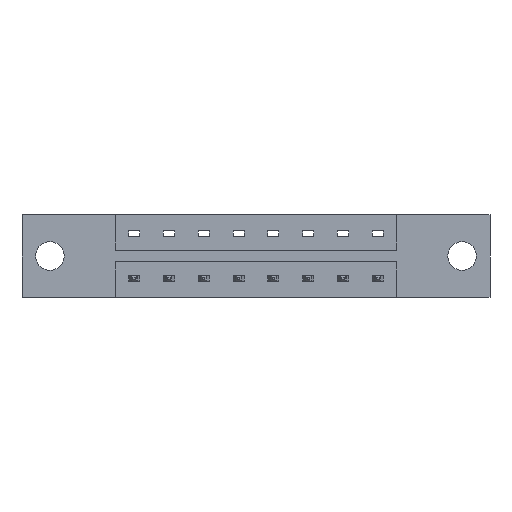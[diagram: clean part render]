
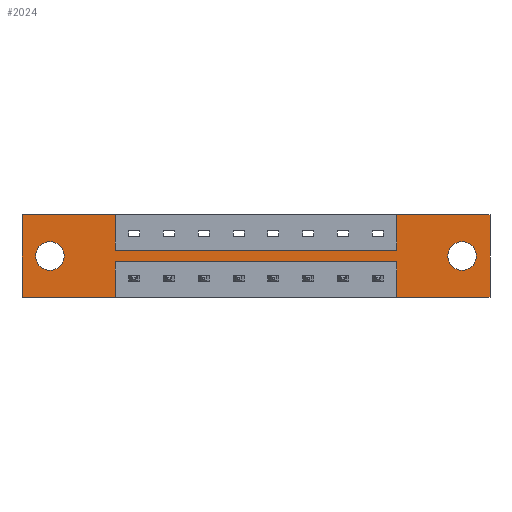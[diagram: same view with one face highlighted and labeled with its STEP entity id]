
A CAD part, front view. The second image highlights one B-rep face of the part: STEP entity #2024.
In plain terms, the highlighted planar face has unit normal (0, -1, 0).
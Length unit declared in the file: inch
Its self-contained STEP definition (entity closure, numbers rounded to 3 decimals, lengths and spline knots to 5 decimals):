
#35 = DIRECTION ( 'NONE',  ( -1., 0., 0. ) ) ;
#177 = CARTESIAN_POINT ( 'NONE',  ( 0.125, 0., -0.249 ) ) ;
#206 = DIRECTION ( 'NONE',  ( 0., 0., 1. ) ) ;
#294 = VERTEX_POINT ( 'NONE', #2733 ) ;
#361 = CIRCLE ( 'NONE', #5475, 0.064 ) ;
#362 = ORIENTED_EDGE ( 'NONE', *, *, #8454, .F. ) ;
#382 = EDGE_CURVE ( 'NONE', #5123, #1682, #3497, .T. ) ;
#691 = LINE ( 'NONE', #4824, #5907 ) ;
#790 = AXIS2_PLACEMENT_3D ( 'NONE', #1254, #5540, #7007 ) ;
#838 = CARTESIAN_POINT ( 'NONE',  ( 1.971, 0., -0.185 ) ) ;
#885 = LINE ( 'NONE', #4358, #4370 ) ;
#906 = ORIENTED_EDGE ( 'NONE', *, *, #6420, .F. ) ;
#948 = EDGE_CURVE ( 'NONE', #1893, #3320, #8069, .T. ) ;
#1013 = CARTESIAN_POINT ( 'NONE',  ( 0.4175, 0., -0.37 ) ) ;
#1098 = DIRECTION ( 'NONE',  ( 0., 1., 0. ) ) ;
#1122 = CIRCLE ( 'NONE', #1425, 0.064 ) ;
#1162 = ORIENTED_EDGE ( 'NONE', *, *, #3226, .F. ) ;
#1188 = DIRECTION ( 'NONE',  ( 0., 0., 1. ) ) ;
#1202 = ORIENTED_EDGE ( 'NONE', *, *, #948, .F. ) ;
#1254 = CARTESIAN_POINT ( 'NONE',  ( 0.125, 0., -0.185 ) ) ;
#1298 = CARTESIAN_POINT ( 'NONE',  ( 0.4175, 0., -0.2115 ) ) ;
#1313 = ORIENTED_EDGE ( 'NONE', *, *, #6488, .F. ) ;
#1425 = AXIS2_PLACEMENT_3D ( 'NONE', #2189, #1480, #206 ) ;
#1480 = DIRECTION ( 'NONE',  ( 0., 1., 0. ) ) ;
#1489 = CARTESIAN_POINT ( 'NONE',  ( 1.6785, 0., -0.1585 ) ) ;
#1682 = VERTEX_POINT ( 'NONE', #2708 ) ;
#1713 = EDGE_CURVE ( 'NONE', #8790, #5123, #6897, .T. ) ;
#1715 = CARTESIAN_POINT ( 'NONE',  ( 1.971, 0., -0.185 ) ) ;
#1893 = VERTEX_POINT ( 'NONE', #3605 ) ;
#1943 = CARTESIAN_POINT ( 'NONE',  ( 0., 0., 0. ) ) ;
#2024 = ADVANCED_FACE ( 'NONE', ( #2361, #6135, #5246 ), #6745, .T. ) ;
#2047 = VERTEX_POINT ( 'NONE', #4679 ) ;
#2076 = LINE ( 'NONE', #6926, #7396 ) ;
#2099 = CARTESIAN_POINT ( 'NONE',  ( 0.4175, 0., -0.1585 ) ) ;
#2189 = CARTESIAN_POINT ( 'NONE',  ( 0.125, 0., -0.185 ) ) ;
#2205 = EDGE_LOOP ( 'NONE', ( #3531, #4005, #7889, #1162, #5239, #906, #3582, #7031, #7932, #1313, #362, #1202 ) ) ;
#2272 = DIRECTION ( 'NONE',  ( 0., 1., 0. ) ) ;
#2361 = FACE_BOUND ( 'NONE', #8463, .T. ) ;
#2365 = CARTESIAN_POINT ( 'NONE',  ( 0., 0., 0. ) ) ;
#2368 = DIRECTION ( 'NONE',  ( -1., 0., 0. ) ) ;
#2389 = DIRECTION ( 'NONE',  ( 0., 0., 1. ) ) ;
#2446 = CARTESIAN_POINT ( 'NONE',  ( 1.6785, 0., -0.2115 ) ) ;
#2626 = EDGE_CURVE ( 'NONE', #3467, #7325, #885, .T. ) ;
#2708 = CARTESIAN_POINT ( 'NONE',  ( 0.4175, 0., 0. ) ) ;
#2733 = CARTESIAN_POINT ( 'NONE',  ( 1.971, 0., -0.121 ) ) ;
#2775 = EDGE_CURVE ( 'NONE', #7325, #1893, #7553, .T. ) ;
#2908 = VECTOR ( 'NONE', #8230, 39.37008 ) ;
#2928 = DIRECTION ( 'NONE',  ( 1., 0., 0. ) ) ;
#3030 = CARTESIAN_POINT ( 'NONE',  ( 0.4175, 0., -0.2115 ) ) ;
#3057 = DIRECTION ( 'NONE',  ( 0., 0., -1. ) ) ;
#3226 = EDGE_CURVE ( 'NONE', #4493, #5825, #3893, .T. ) ;
#3320 = VERTEX_POINT ( 'NONE', #1298 ) ;
#3399 = EDGE_CURVE ( 'NONE', #4306, #8765, #6645, .T. ) ;
#3467 = VERTEX_POINT ( 'NONE', #4488 ) ;
#3497 = LINE ( 'NONE', #5516, #6390 ) ;
#3531 = ORIENTED_EDGE ( 'NONE', *, *, #2775, .F. ) ;
#3582 = ORIENTED_EDGE ( 'NONE', *, *, #5577, .F. ) ;
#3605 = CARTESIAN_POINT ( 'NONE',  ( 1.6785, 0., -0.2115 ) ) ;
#3690 = VECTOR ( 'NONE', #2928, 39.37008 ) ;
#3721 = EDGE_CURVE ( 'NONE', #5076, #4493, #691, .T. ) ;
#3893 = LINE ( 'NONE', #6756, #2908 ) ;
#4005 = ORIENTED_EDGE ( 'NONE', *, *, #2626, .F. ) ;
#4113 = CIRCLE ( 'NONE', #8641, 0.064 ) ;
#4152 = CARTESIAN_POINT ( 'NONE',  ( 1.971, 0., -0.249 ) ) ;
#4306 = VERTEX_POINT ( 'NONE', #8443 ) ;
#4358 = CARTESIAN_POINT ( 'NONE',  ( 0., 0., -0.37 ) ) ;
#4370 = VECTOR ( 'NONE', #35, 39.37008 ) ;
#4427 = DIRECTION ( 'NONE',  ( -1., 0., 0. ) ) ;
#4488 = CARTESIAN_POINT ( 'NONE',  ( 2.096, 0., -0.37 ) ) ;
#4493 = VERTEX_POINT ( 'NONE', #6637 ) ;
#4679 = CARTESIAN_POINT ( 'NONE',  ( 0.4175, 0., -0.1585 ) ) ;
#4824 = CARTESIAN_POINT ( 'NONE',  ( 1.6785, 0., -0.1585 ) ) ;
#5076 = VERTEX_POINT ( 'NONE', #1489 ) ;
#5123 = VERTEX_POINT ( 'NONE', #2365 ) ;
#5192 = EDGE_CURVE ( 'NONE', #7353, #294, #361, .T. ) ;
#5239 = ORIENTED_EDGE ( 'NONE', *, *, #3721, .F. ) ;
#5246 = FACE_OUTER_BOUND ( 'NONE', #2205, .T. ) ;
#5288 = AXIS2_PLACEMENT_3D ( 'NONE', #8968, #9013, #8128 ) ;
#5355 = ORIENTED_EDGE ( 'NONE', *, *, #3399, .T. ) ;
#5474 = ORIENTED_EDGE ( 'NONE', *, *, #7918, .T. ) ;
#5475 = AXIS2_PLACEMENT_3D ( 'NONE', #838, #2272, #3057 ) ;
#5516 = CARTESIAN_POINT ( 'NONE',  ( 0., 0., 0. ) ) ;
#5540 = DIRECTION ( 'NONE',  ( 0., 1., 0. ) ) ;
#5577 = EDGE_CURVE ( 'NONE', #1682, #2047, #5828, .T. ) ;
#5593 = CARTESIAN_POINT ( 'NONE',  ( 0., 0., -0.37 ) ) ;
#5663 = EDGE_CURVE ( 'NONE', #8765, #4306, #1122, .T. ) ;
#5806 = VECTOR ( 'NONE', #4427, 39.37008 ) ;
#5825 = VERTEX_POINT ( 'NONE', #8448 ) ;
#5828 = LINE ( 'NONE', #7944, #7305 ) ;
#5907 = VECTOR ( 'NONE', #1188, 39.37008 ) ;
#6134 = DIRECTION ( 'NONE',  ( 0., 0., -1. ) ) ;
#6135 = FACE_BOUND ( 'NONE', #9138, .T. ) ;
#6200 = VECTOR ( 'NONE', #7856, 39.37008 ) ;
#6339 = VECTOR ( 'NONE', #2389, 39.37008 ) ;
#6360 = DIRECTION ( 'NONE',  ( 1., 0., 0. ) ) ;
#6382 = VECTOR ( 'NONE', #8396, 39.37008 ) ;
#6390 = VECTOR ( 'NONE', #6360, 39.37008 ) ;
#6420 = EDGE_CURVE ( 'NONE', #2047, #5076, #8577, .T. ) ;
#6488 = EDGE_CURVE ( 'NONE', #7934, #8790, #7998, .T. ) ;
#6621 = CARTESIAN_POINT ( 'NONE',  ( 0., 0., -0.37 ) ) ;
#6637 = CARTESIAN_POINT ( 'NONE',  ( 1.6785, 0., 0. ) ) ;
#6645 = CIRCLE ( 'NONE', #790, 0.064 ) ;
#6745 = PLANE ( 'NONE',  #5288 ) ;
#6756 = CARTESIAN_POINT ( 'NONE',  ( 0., 0., 0. ) ) ;
#6897 = LINE ( 'NONE', #1943, #6200 ) ;
#6926 = CARTESIAN_POINT ( 'NONE',  ( 2.096, 0., 0. ) ) ;
#6930 = EDGE_CURVE ( 'NONE', #5825, #3467, #2076, .T. ) ;
#6987 = DIRECTION ( 'NONE',  ( 0., 0., -1. ) ) ;
#7007 = DIRECTION ( 'NONE',  ( 0., 0., 1. ) ) ;
#7031 = ORIENTED_EDGE ( 'NONE', *, *, #382, .F. ) ;
#7305 = VECTOR ( 'NONE', #7332, 39.37008 ) ;
#7325 = VERTEX_POINT ( 'NONE', #8437 ) ;
#7332 = DIRECTION ( 'NONE',  ( 0., 0., -1. ) ) ;
#7353 = VERTEX_POINT ( 'NONE', #4152 ) ;
#7396 = VECTOR ( 'NONE', #6987, 39.37008 ) ;
#7553 = LINE ( 'NONE', #2446, #6339 ) ;
#7603 = VECTOR ( 'NONE', #2368, 39.37008 ) ;
#7742 = LINE ( 'NONE', #8348, #6382 ) ;
#7856 = DIRECTION ( 'NONE',  ( 0., 0., 1. ) ) ;
#7889 = ORIENTED_EDGE ( 'NONE', *, *, #6930, .F. ) ;
#7918 = EDGE_CURVE ( 'NONE', #294, #7353, #4113, .T. ) ;
#7932 = ORIENTED_EDGE ( 'NONE', *, *, #1713, .F. ) ;
#7934 = VERTEX_POINT ( 'NONE', #1013 ) ;
#7944 = CARTESIAN_POINT ( 'NONE',  ( 0.4175, 0., -0.1585 ) ) ;
#7998 = LINE ( 'NONE', #6621, #7603 ) ;
#8069 = LINE ( 'NONE', #3030, #5806 ) ;
#8128 = DIRECTION ( 'NONE',  ( 0., 0., -1. ) ) ;
#8230 = DIRECTION ( 'NONE',  ( 1., 0., 0. ) ) ;
#8348 = CARTESIAN_POINT ( 'NONE',  ( 0.4175, 0., -0.2115 ) ) ;
#8396 = DIRECTION ( 'NONE',  ( 0., 0., -1. ) ) ;
#8437 = CARTESIAN_POINT ( 'NONE',  ( 1.6785, 0., -0.37 ) ) ;
#8443 = CARTESIAN_POINT ( 'NONE',  ( 0.125, 0., -0.121 ) ) ;
#8448 = CARTESIAN_POINT ( 'NONE',  ( 2.096, 0., 0. ) ) ;
#8454 = EDGE_CURVE ( 'NONE', #3320, #7934, #7742, .T. ) ;
#8463 = EDGE_LOOP ( 'NONE', ( #5474, #8852 ) ) ;
#8577 = LINE ( 'NONE', #2099, #3690 ) ;
#8641 = AXIS2_PLACEMENT_3D ( 'NONE', #1715, #1098, #6134 ) ;
#8765 = VERTEX_POINT ( 'NONE', #177 ) ;
#8790 = VERTEX_POINT ( 'NONE', #5593 ) ;
#8852 = ORIENTED_EDGE ( 'NONE', *, *, #5192, .T. ) ;
#8930 = ORIENTED_EDGE ( 'NONE', *, *, #5663, .T. ) ;
#8968 = CARTESIAN_POINT ( 'NONE',  ( 0., 0., -0.37 ) ) ;
#9013 = DIRECTION ( 'NONE',  ( 0., -1., 0. ) ) ;
#9138 = EDGE_LOOP ( 'NONE', ( #5355, #8930 ) ) ;
